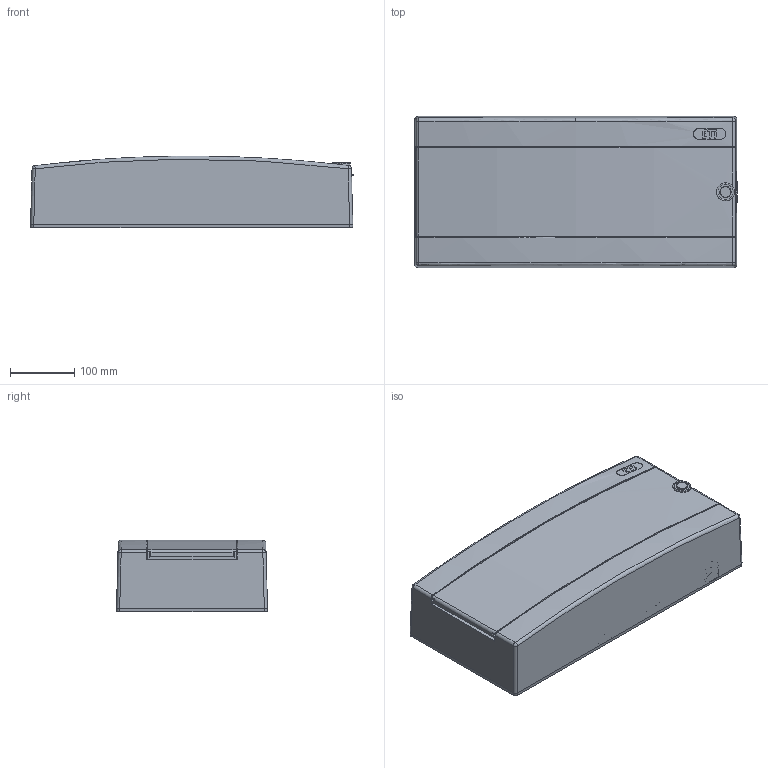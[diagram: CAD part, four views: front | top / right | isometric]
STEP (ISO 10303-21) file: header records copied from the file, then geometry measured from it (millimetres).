
FILE_DESCRIPTION((''),'2;1');
FILE_NAME('TABLA_N24-C_JEDNOREDNA_ASM','2022-01-31T09:13:34',('marketing.praksa'),('Audax d.o.o.'),'CREO PARAMETRIC BY PTC INC, 2021304','CREO PARAMETRIC BY PTC INC, 2021304','');
FILE_SCHEMA(('AP242_MANAGED_MODEL_BASED_3D_ENGINEERING_MIM_LF { 1 0 10303 442 1 1 4 }'));
Products named in the file (15): SRAF_ZA_NAZIDNE_TABLE_C_SERIJE; MESINGANA_SABIRNICA_10; POKLOPAC_I; DMS_-_DEO; TELO_SABIRNICE_-_04_05_2017_; SKLOP_NOSACA_I_SABIRNICE_ASM; VRATA_N24C_STEP; DNO_N24-C_JEDNOREDNO; CEP_NAZIDNIH_KUCIST_C_I_D_SERIJ; MASKA_N24C_TABLA_N24-C_JEDNORED; CEP__VRATA_C-SERIJA_; DIN_SINA_ZA_24_OSIGURACA; PRT9565; PRT9566; TABLA_N24-C_JEDNOREDNA_ASM
Assembly tree (23 placements, depth 3):
  TABLA_N24-C_JEDNOREDNA_ASM
    SRAF_ZA_NAZIDNE_TABLE_C_SERIJE  x4
    SKLOP_NOSACA_I_SABIRNICE_ASM
      MESINGANA_SABIRNICA_10  x2
      POKLOPAC_I
      DMS_-_DEO  x2
      TELO_SABIRNICE_-_04_05_2017_
    VRATA_N24C_STEP
    DNO_N24-C_JEDNOREDNO
    CEP_NAZIDNIH_KUCIST_C_I_D_SERIJ  x4
    MASKA_N24C_TABLA_N24-C_JEDNORED
    CEP__VRATA_C-SERIJA_
    DIN_SINA_ZA_24_OSIGURACA
    PRT9565  x2
    PRT9566
Bounding box: 503.64 x 235.6 x 112.1 mm (x, y, z)
Volume: 1327199.3 mm3; surface area: 1123889.9 mm2
Topology: 22 solids, 24 shells, 5149 faces, 14429 edges, 9439 vertices
Faces by surface type: plane 3797, cylinder 688, cone 333, bspline 174, torus 108, extrusion 28, sphere 16, revolution 5
Entity records: 230586 total; most frequent: CARTESIAN_POINT 37665, ORIENTED_EDGE 26136, DIRECTION 22981, PRESENTATION_STYLE_ASSIGNMENT 17746, STYLED_ITEM 17746, CURVE_STYLE 13120, EDGE_CURVE 13071, VECTOR 10284
